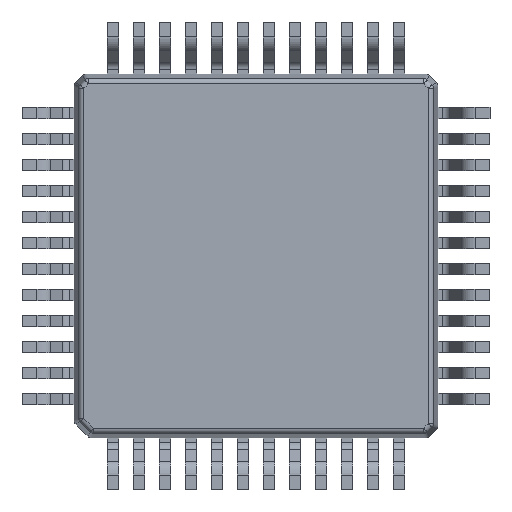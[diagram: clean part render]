
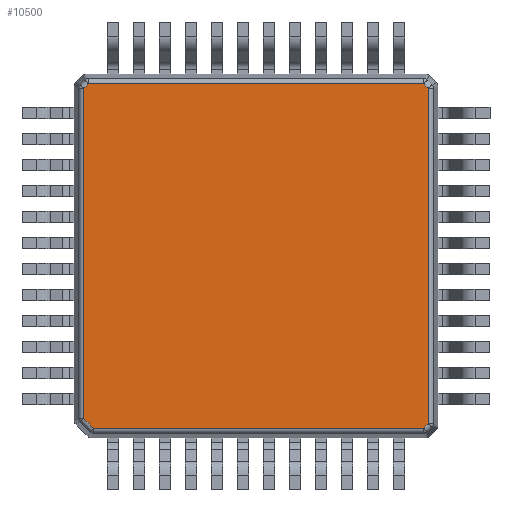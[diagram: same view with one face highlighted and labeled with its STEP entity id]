
A CAD part, front view. The second image highlights one B-rep face of the part: STEP entity #10500.
In plain terms, the highlighted planar face has unit normal (0, -1, 0).
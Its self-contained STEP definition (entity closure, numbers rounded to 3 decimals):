
#48 = ORIENTED_EDGE ( 'NONE', *, *, #551, .T. ) ;
#551 = EDGE_CURVE ( 'NONE', #3943, #26089, #25866, .T. ) ;
#766 = DIRECTION ( 'NONE',  ( -0.707, 0., 0.707 ) ) ;
#2100 = ORIENTED_EDGE ( 'NONE', *, *, #3332, .T. ) ;
#2422 = VECTOR ( 'NONE', #35681, 1000. ) ;
#2438 = EDGE_CURVE ( 'NONE', #20313, #34884, #34571, .T. ) ;
#3332 = EDGE_CURVE ( 'NONE', #32814, #20313, #9431, .T. ) ;
#3943 = VERTEX_POINT ( 'NONE', #18051 ) ;
#4008 = ORIENTED_EDGE ( 'NONE', *, *, #2438, .T. ) ;
#4583 = DIRECTION ( 'NONE',  ( -0.707, 0., -0.707 ) ) ;
#5085 = CARTESIAN_POINT ( 'NONE',  ( -3.34, -0.7, 3.198 ) ) ;
#6307 = VECTOR ( 'NONE', #30529, 1000. ) ;
#7080 = ORIENTED_EDGE ( 'NONE', *, *, #17843, .T. ) ;
#7605 = DIRECTION ( 'NONE',  ( 0., 1., 0. ) ) ;
#8351 = CARTESIAN_POINT ( 'NONE',  ( 3.315, -0.7, 3.223 ) ) ;
#9032 = DIRECTION ( 'NONE',  ( 0., 0., 1. ) ) ;
#9431 = LINE ( 'NONE', #18611, #6307 ) ;
#10011 = ORIENTED_EDGE ( 'NONE', *, *, #16776, .T. ) ;
#10354 = PLANE ( 'NONE',  #35289 ) ;
#10500 = ADVANCED_FACE ( 'NONE', ( #18784 ), #10354, .F. ) ;
#11026 = VECTOR ( 'NONE', #766, 1000. ) ;
#11732 = VECTOR ( 'NONE', #9032, 1000. ) ;
#12040 = EDGE_CURVE ( 'NONE', #16780, #22435, #12969, .T. ) ;
#12136 = CARTESIAN_POINT ( 'NONE',  ( -3.315, -0.7, -3.159 ) ) ;
#12969 = LINE ( 'NONE', #5085, #27600 ) ;
#14187 = CARTESIAN_POINT ( 'NONE',  ( -3.259, -0.7, 3.315 ) ) ;
#14947 = VERTEX_POINT ( 'NONE', #34782 ) ;
#16083 = CARTESIAN_POINT ( 'NONE',  ( -3.5, -0.7, -3.5 ) ) ;
#16436 = LINE ( 'NONE', #14187, #31899 ) ;
#16753 = CARTESIAN_POINT ( 'NONE',  ( -3.123, -0.7, -3.315 ) ) ;
#16776 = EDGE_CURVE ( 'NONE', #34884, #3943, #17532, .T. ) ;
#16780 = VERTEX_POINT ( 'NONE', #23755 ) ;
#17532 = LINE ( 'NONE', #29471, #20266 ) ;
#17843 = EDGE_CURVE ( 'NONE', #26089, #14947, #18771, .T. ) ;
#17899 = DIRECTION ( 'NONE',  ( 0.707, 0., 0.707 ) ) ;
#17979 = CARTESIAN_POINT ( 'NONE',  ( -3.315, -0.7, -3.123 ) ) ;
#18051 = CARTESIAN_POINT ( 'NONE',  ( 3.315, -0.7, -3.223 ) ) ;
#18063 = CARTESIAN_POINT ( 'NONE',  ( 3.198, -0.7, 3.34 ) ) ;
#18611 = CARTESIAN_POINT ( 'NONE',  ( -3.098, -0.7, -3.34 ) ) ;
#18771 = LINE ( 'NONE', #18063, #11026 ) ;
#18784 = FACE_OUTER_BOUND ( 'NONE', #25184, .T. ) ;
#20266 = VECTOR ( 'NONE', #17899, 1000. ) ;
#20285 = CARTESIAN_POINT ( 'NONE',  ( 3.223, -0.7, -3.315 ) ) ;
#20313 = VERTEX_POINT ( 'NONE', #16753 ) ;
#22435 = VERTEX_POINT ( 'NONE', #29747 ) ;
#23404 = CARTESIAN_POINT ( 'NONE',  ( 3.315, -0.7, 3.259 ) ) ;
#23722 = ORIENTED_EDGE ( 'NONE', *, *, #24507, .T. ) ;
#23755 = CARTESIAN_POINT ( 'NONE',  ( -3.223, -0.7, 3.315 ) ) ;
#24507 = EDGE_CURVE ( 'NONE', #14947, #16780, #16436, .T. ) ;
#25184 = EDGE_LOOP ( 'NONE', ( #7080, #23722, #32084, #25485, #2100, #4008, #10011, #48 ) ) ;
#25485 = ORIENTED_EDGE ( 'NONE', *, *, #25679, .T. ) ;
#25679 = EDGE_CURVE ( 'NONE', #22435, #32814, #34582, .T. ) ;
#25866 = LINE ( 'NONE', #23404, #11732 ) ;
#26089 = VERTEX_POINT ( 'NONE', #8351 ) ;
#27600 = VECTOR ( 'NONE', #4583, 1000. ) ;
#29471 = CARTESIAN_POINT ( 'NONE',  ( 3.34, -0.7, -3.198 ) ) ;
#29565 = VECTOR ( 'NONE', #34298, 1000. ) ;
#29747 = CARTESIAN_POINT ( 'NONE',  ( -3.315, -0.7, 3.223 ) ) ;
#30529 = DIRECTION ( 'NONE',  ( 0.707, 0., -0.707 ) ) ;
#31899 = VECTOR ( 'NONE', #36981, 1000. ) ;
#32084 = ORIENTED_EDGE ( 'NONE', *, *, #12040, .T. ) ;
#32814 = VERTEX_POINT ( 'NONE', #17979 ) ;
#34298 = DIRECTION ( 'NONE',  ( 1., 0., 0. ) ) ;
#34435 = CARTESIAN_POINT ( 'NONE',  ( 3.259, -0.7, -3.315 ) ) ;
#34571 = LINE ( 'NONE', #34435, #29565 ) ;
#34582 = LINE ( 'NONE', #12136, #2422 ) ;
#34782 = CARTESIAN_POINT ( 'NONE',  ( 3.223, -0.7, 3.315 ) ) ;
#34884 = VERTEX_POINT ( 'NONE', #20285 ) ;
#35289 = AXIS2_PLACEMENT_3D ( 'NONE', #16083, #7605, #36317 ) ;
#35681 = DIRECTION ( 'NONE',  ( 0., 0., -1. ) ) ;
#36317 = DIRECTION ( 'NONE',  ( 0., 0., 1. ) ) ;
#36981 = DIRECTION ( 'NONE',  ( -1., 0., 0. ) ) ;
